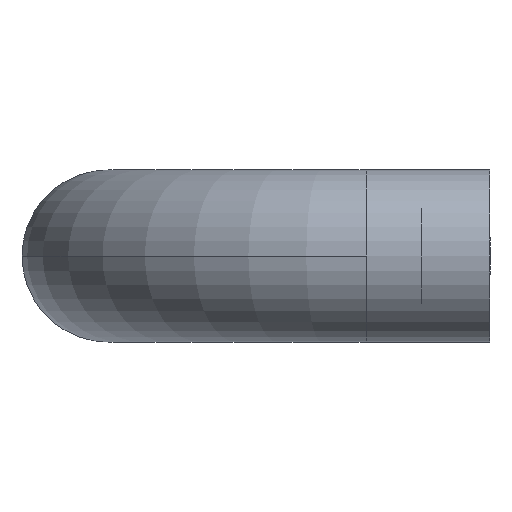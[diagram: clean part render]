
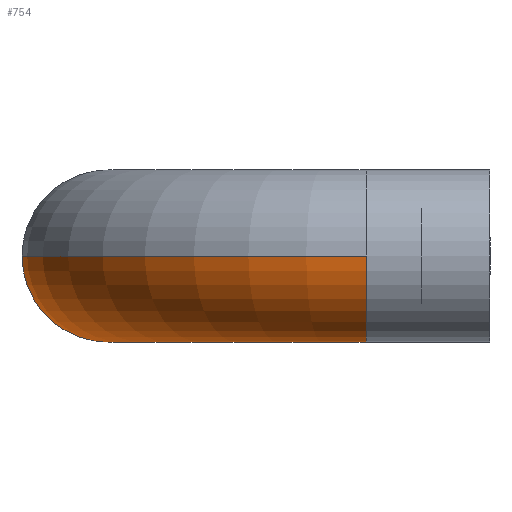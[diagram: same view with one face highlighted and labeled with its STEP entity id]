
A CAD part, left-side view. The second image highlights one B-rep face of the part: STEP entity #754.
In plain terms, the highlighted toroidal (fillet/blend) face has major radius 37.5 mm and minor radius 12.5 mm.
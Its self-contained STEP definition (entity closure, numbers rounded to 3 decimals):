
#33 = AXIS2_PLACEMENT_3D ( 'NONE', #957, #958, #959 ) ;
#66 = AXIS2_PLACEMENT_3D ( 'NONE', #1005, #1018, #1019 ) ;
#67 = AXIS2_PLACEMENT_3D ( 'NONE', #999, #1003, #1004 ) ;
#130 = FACE_OUTER_BOUND ( 'NONE', #453, .T. ) ;
#195 = AXIS2_PLACEMENT_3D ( 'NONE', #1050, #1054, #1055 ) ;
#453 = EDGE_LOOP ( 'NONE', ( #500, #502, #533, #499, #534 ) ) ;
#499 = ORIENTED_EDGE ( 'NONE', *, *, #775, .F. ) ;
#500 = ORIENTED_EDGE ( 'NONE', *, *, #805, .T. ) ;
#502 = ORIENTED_EDGE ( 'NONE', *, *, #770, .T. ) ;
#533 = ORIENTED_EDGE ( 'NONE', *, *, #793, .F. ) ;
#534 = ORIENTED_EDGE ( 'NONE', *, *, #787, .T. ) ;
#568 = CIRCLE ( 'NONE', #639, 12.5 ) ;
#579 = CIRCLE ( 'NONE', #660, 12.5 ) ;
#585 = CIRCLE ( 'NONE', #195, 12.5 ) ;
#595 = CIRCLE ( 'NONE', #66, 25. ) ;
#596 = CIRCLE ( 'NONE', #67, 50. ) ;
#607 = TOROIDAL_SURFACE ( 'NONE', #33, 37.5, 12.5 ) ;
#639 = AXIS2_PLACEMENT_3D ( 'NONE', #1104, #1108, #1109 ) ;
#660 = AXIS2_PLACEMENT_3D ( 'NONE', #1071, #1072, #1073 ) ;
#754 = ADVANCED_FACE ( 'NONE', ( #130 ), #607, .T. ) ;
#770 = EDGE_CURVE ( 'NONE', #860, #872, #596, .T. ) ;
#775 = EDGE_CURVE ( 'NONE', #881, #867, #595, .T. ) ;
#787 = EDGE_CURVE ( 'NONE', #881, #857, #585, .T. ) ;
#793 = EDGE_CURVE ( 'NONE', #867, #872, #579, .T. ) ;
#805 = EDGE_CURVE ( 'NONE', #857, #860, #568, .T. ) ;
#857 = VERTEX_POINT ( 'NONE', #1161 ) ;
#860 = VERTEX_POINT ( 'NONE', #1164 ) ;
#867 = VERTEX_POINT ( 'NONE', #1171 ) ;
#872 = VERTEX_POINT ( 'NONE', #1176 ) ;
#881 = VERTEX_POINT ( 'NONE', #1185 ) ;
#957 = CARTESIAN_POINT ( 'NONE',  ( -262.5, 18., 0. ) ) ;
#958 = DIRECTION ( 'NONE',  ( 0., 0., -1. ) ) ;
#959 = DIRECTION ( 'NONE',  ( -1., 0., 0. ) ) ;
#999 = CARTESIAN_POINT ( 'NONE',  ( -262.5, 18., 0. ) ) ;
#1003 = DIRECTION ( 'NONE',  ( 0., 0., -1. ) ) ;
#1004 = DIRECTION ( 'NONE',  ( -1., 0., 0. ) ) ;
#1005 = CARTESIAN_POINT ( 'NONE',  ( -262.5, 18., 0. ) ) ;
#1018 = DIRECTION ( 'NONE',  ( 0., 0., -1. ) ) ;
#1019 = DIRECTION ( 'NONE',  ( -1., 0., 0. ) ) ;
#1050 = CARTESIAN_POINT ( 'NONE',  ( -300., 18., 0. ) ) ;
#1054 = DIRECTION ( 'NONE',  ( 0., 1., 0. ) ) ;
#1055 = DIRECTION ( 'NONE',  ( 0., 0., 1. ) ) ;
#1071 = CARTESIAN_POINT ( 'NONE',  ( -262.5, 55.5, 0. ) ) ;
#1072 = DIRECTION ( 'NONE',  ( 1., 0., 0. ) ) ;
#1073 = DIRECTION ( 'NONE',  ( 0., 0., 1. ) ) ;
#1104 = CARTESIAN_POINT ( 'NONE',  ( -300., 18., 0. ) ) ;
#1108 = DIRECTION ( 'NONE',  ( 0., 1., 0. ) ) ;
#1109 = DIRECTION ( 'NONE',  ( 0., 0., 1. ) ) ;
#1161 = CARTESIAN_POINT ( 'NONE',  ( -300., 18., -12.5 ) ) ;
#1164 = CARTESIAN_POINT ( 'NONE',  ( -312.5, 18., 0. ) ) ;
#1171 = CARTESIAN_POINT ( 'NONE',  ( -262.5, 43., 0. ) ) ;
#1176 = CARTESIAN_POINT ( 'NONE',  ( -262.5, 68., 0. ) ) ;
#1185 = CARTESIAN_POINT ( 'NONE',  ( -287.5, 18., 0. ) ) ;
